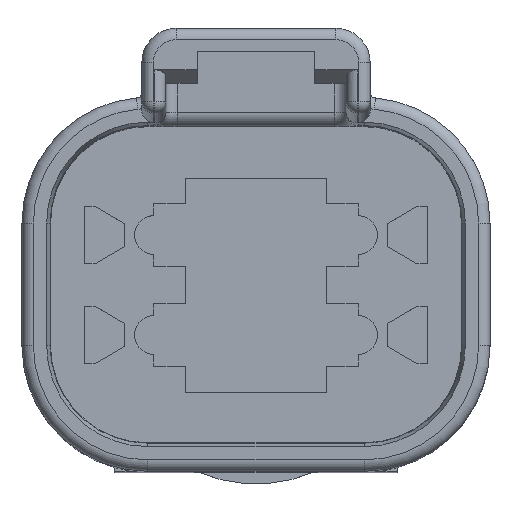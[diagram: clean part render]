
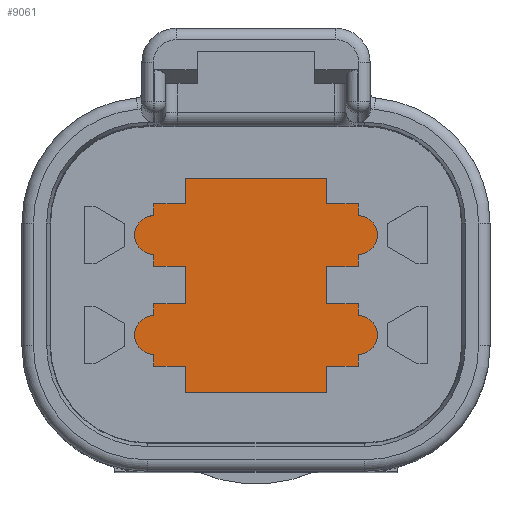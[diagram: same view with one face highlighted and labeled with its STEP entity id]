
A CAD part, top view. The second image highlights one B-rep face of the part: STEP entity #9061.
In plain terms, the highlighted planar face has unit normal (0, 0, 1).
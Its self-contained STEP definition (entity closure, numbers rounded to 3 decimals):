
#1864=DIRECTION('',(0.,-1.,0.));
#1865=VECTOR('',#1864,1.143);
#1866=CARTESIAN_POINT('',(-3.15,4.763,-18.907));
#1867=LINE('',#1866,#1865);
#1868=DIRECTION('',(-1.,0.,0.));
#1869=VECTOR('',#1868,6.299);
#1870=CARTESIAN_POINT('',(3.15,4.763,-18.907));
#1871=LINE('',#1870,#1869);
#1872=DIRECTION('',(0.,1.,0.));
#1873=VECTOR('',#1872,1.143);
#1874=CARTESIAN_POINT('',(3.15,3.62,-18.907));
#1875=LINE('',#1874,#1873);
#1876=DIRECTION('',(-1.,0.,0.));
#1877=VECTOR('',#1876,1.397);
#1878=CARTESIAN_POINT('',(4.547,3.62,-18.907));
#1879=LINE('',#1878,#1877);
#1880=DIRECTION('',(0.,1.,0.));
#1881=VECTOR('',#1880,0.533);
#1882=CARTESIAN_POINT('',(4.547,3.086,-18.907));
#1883=LINE('',#1882,#1881);
#1884=CARTESIAN_POINT('',(4.547,2.223,-18.907));
#1885=DIRECTION('',(0.,0.,1.));
#1886=DIRECTION('',(0.,-1.,0.));
#1887=AXIS2_PLACEMENT_3D('',#1884,#1885,#1886);
#1889=DIRECTION('',(0.,1.,0.));
#1890=VECTOR('',#1889,0.533);
#1891=CARTESIAN_POINT('',(4.547,0.826,-18.907));
#1892=LINE('',#1891,#1890);
#1893=DIRECTION('',(1.,0.,0.));
#1894=VECTOR('',#1893,1.397);
#1895=CARTESIAN_POINT('',(3.15,0.826,-18.907));
#1896=LINE('',#1895,#1894);
#1897=DIRECTION('',(0.,1.,0.));
#1898=VECTOR('',#1897,1.651);
#1899=CARTESIAN_POINT('',(3.15,-0.826,-18.907));
#1900=LINE('',#1899,#1898);
#1901=DIRECTION('',(-1.,0.,0.));
#1902=VECTOR('',#1901,1.397);
#1903=CARTESIAN_POINT('',(4.547,-0.826,-18.907));
#1904=LINE('',#1903,#1902);
#1905=DIRECTION('',(0.,1.,0.));
#1906=VECTOR('',#1905,0.533);
#1907=CARTESIAN_POINT('',(4.547,-1.359,-18.907));
#1908=LINE('',#1907,#1906);
#1909=CARTESIAN_POINT('',(4.547,-2.223,-18.907));
#1910=DIRECTION('',(0.,0.,1.));
#1911=DIRECTION('',(0.,-1.,0.));
#1912=AXIS2_PLACEMENT_3D('',#1909,#1910,#1911);
#1914=DIRECTION('',(0.,1.,0.));
#1915=VECTOR('',#1914,0.533);
#1916=CARTESIAN_POINT('',(4.547,-3.62,-18.907));
#1917=LINE('',#1916,#1915);
#1918=DIRECTION('',(1.,0.,0.));
#1919=VECTOR('',#1918,1.397);
#1920=CARTESIAN_POINT('',(3.15,-3.62,-18.907));
#1921=LINE('',#1920,#1919);
#1922=DIRECTION('',(0.,1.,0.));
#1923=VECTOR('',#1922,1.143);
#1924=CARTESIAN_POINT('',(3.15,-4.763,-18.907));
#1925=LINE('',#1924,#1923);
#1926=DIRECTION('',(1.,0.,0.));
#1927=VECTOR('',#1926,6.299);
#1928=CARTESIAN_POINT('',(-3.15,-4.763,-18.907));
#1929=LINE('',#1928,#1927);
#1930=DIRECTION('',(0.,-1.,0.));
#1931=VECTOR('',#1930,1.145);
#1932=CARTESIAN_POINT('',(-3.15,-3.618,-18.907));
#1933=LINE('',#1932,#1931);
#1934=DIRECTION('',(1.,0.,0.));
#1935=VECTOR('',#1934,1.397);
#1936=CARTESIAN_POINT('',(-4.547,-3.618,-18.907));
#1937=LINE('',#1936,#1935);
#1938=DIRECTION('',(0.,-1.,0.));
#1939=VECTOR('',#1938,0.533);
#1940=CARTESIAN_POINT('',(-4.547,-3.085,-18.907));
#1941=LINE('',#1940,#1939);
#1942=CARTESIAN_POINT('',(-4.547,-2.221,-18.907));
#1943=DIRECTION('',(0.,0.,1.));
#1944=DIRECTION('',(0.,1.,0.));
#1945=AXIS2_PLACEMENT_3D('',#1942,#1943,#1944);
#1947=DIRECTION('',(0.,-1.,0.));
#1948=VECTOR('',#1947,0.533);
#1949=CARTESIAN_POINT('',(-4.547,-0.825,-18.907));
#1950=LINE('',#1949,#1948);
#1951=DIRECTION('',(-1.,0.,0.));
#1952=VECTOR('',#1951,1.397);
#1953=CARTESIAN_POINT('',(-3.15,-0.825,-18.907));
#1954=LINE('',#1953,#1952);
#1955=DIRECTION('',(0.,-1.,0.));
#1956=VECTOR('',#1955,1.651);
#1957=CARTESIAN_POINT('',(-3.15,0.827,-18.907));
#1958=LINE('',#1957,#1956);
#1959=DIRECTION('',(1.,0.,0.));
#1960=VECTOR('',#1959,1.397);
#1961=CARTESIAN_POINT('',(-4.547,0.827,-18.907));
#1962=LINE('',#1961,#1960);
#1963=DIRECTION('',(0.,-1.,0.));
#1964=VECTOR('',#1963,0.533);
#1965=CARTESIAN_POINT('',(-4.547,1.359,-18.907));
#1966=LINE('',#1965,#1964);
#1967=CARTESIAN_POINT('',(-4.547,2.223,-18.907));
#1968=DIRECTION('',(0.,0.,1.));
#1969=DIRECTION('',(0.,1.,0.));
#1970=AXIS2_PLACEMENT_3D('',#1967,#1968,#1969);
#1972=DIRECTION('',(0.,-1.,0.));
#1973=VECTOR('',#1972,0.533);
#1974=CARTESIAN_POINT('',(-4.547,3.62,-18.907));
#1975=LINE('',#1974,#1973);
#1976=DIRECTION('',(-1.,0.,0.));
#1977=VECTOR('',#1976,1.397);
#1978=CARTESIAN_POINT('',(-3.15,3.62,-18.907));
#1979=LINE('',#1978,#1977);
#5393=CARTESIAN_POINT('',(-3.15,4.763,-18.907));
#5394=CARTESIAN_POINT('',(-3.15,3.62,-18.907));
#5395=VERTEX_POINT('',#5393);
#5396=VERTEX_POINT('',#5394);
#5397=CARTESIAN_POINT('',(-4.547,3.62,-18.907));
#5398=VERTEX_POINT('',#5397);
#5399=CARTESIAN_POINT('',(-4.547,3.087,-18.907));
#5400=VERTEX_POINT('',#5399);
#5401=CARTESIAN_POINT('',(-4.547,1.359,-18.907));
#5402=VERTEX_POINT('',#5401);
#5403=CARTESIAN_POINT('',(-4.547,0.827,-18.907));
#5404=VERTEX_POINT('',#5403);
#5405=CARTESIAN_POINT('',(-3.15,0.827,-18.907));
#5406=VERTEX_POINT('',#5405);
#5407=CARTESIAN_POINT('',(-3.15,-0.825,-18.907));
#5408=VERTEX_POINT('',#5407);
#5409=CARTESIAN_POINT('',(-4.547,-0.825,-18.907));
#5410=VERTEX_POINT('',#5409);
#5411=CARTESIAN_POINT('',(-4.547,-1.357,-18.907));
#5412=VERTEX_POINT('',#5411);
#5413=CARTESIAN_POINT('',(-4.547,-3.085,-18.907));
#5414=VERTEX_POINT('',#5413);
#5415=CARTESIAN_POINT('',(-4.547,-3.618,-18.907));
#5416=VERTEX_POINT('',#5415);
#5417=CARTESIAN_POINT('',(-3.15,-3.618,-18.907));
#5418=VERTEX_POINT('',#5417);
#5419=CARTESIAN_POINT('',(-3.15,-4.763,-18.907));
#5420=VERTEX_POINT('',#5419);
#5421=CARTESIAN_POINT('',(3.15,-4.763,-18.907));
#5422=VERTEX_POINT('',#5421);
#5423=CARTESIAN_POINT('',(3.15,-3.62,-18.907));
#5424=VERTEX_POINT('',#5423);
#5425=CARTESIAN_POINT('',(4.547,-3.62,-18.907));
#5426=VERTEX_POINT('',#5425);
#5427=CARTESIAN_POINT('',(4.547,-3.086,-18.907));
#5428=VERTEX_POINT('',#5427);
#5429=CARTESIAN_POINT('',(4.547,-1.359,-18.907));
#5430=VERTEX_POINT('',#5429);
#5431=CARTESIAN_POINT('',(4.547,-0.826,-18.907));
#5432=VERTEX_POINT('',#5431);
#5433=CARTESIAN_POINT('',(3.15,-0.826,-18.907));
#5434=VERTEX_POINT('',#5433);
#5435=CARTESIAN_POINT('',(3.15,0.826,-18.907));
#5436=VERTEX_POINT('',#5435);
#5437=CARTESIAN_POINT('',(4.547,0.826,-18.907));
#5438=VERTEX_POINT('',#5437);
#5439=CARTESIAN_POINT('',(4.547,1.359,-18.907));
#5440=VERTEX_POINT('',#5439);
#5441=CARTESIAN_POINT('',(4.547,3.086,-18.907));
#5442=VERTEX_POINT('',#5441);
#5443=CARTESIAN_POINT('',(4.547,3.62,-18.907));
#5444=VERTEX_POINT('',#5443);
#5445=CARTESIAN_POINT('',(3.15,3.62,-18.907));
#5446=VERTEX_POINT('',#5445);
#5447=CARTESIAN_POINT('',(3.15,4.763,-18.907));
#5448=VERTEX_POINT('',#5447);
#9026=CARTESIAN_POINT('',(0.,0.,-18.907));
#9027=DIRECTION('',(0.,0.,1.));
#9028=DIRECTION('',(1.,0.,0.));
#9029=AXIS2_PLACEMENT_3D('',#9026,#9027,#9028);
#9030=PLANE('',#9029);
#9031=ORIENTED_EDGE('',*,*,#8642,.F.);
#9032=ORIENTED_EDGE('',*,*,#8657,.F.);
#9033=ORIENTED_EDGE('',*,*,#8671,.F.);
#9034=ORIENTED_EDGE('',*,*,#8685,.F.);
#9035=ORIENTED_EDGE('',*,*,#8699,.F.);
#9036=ORIENTED_EDGE('',*,*,#8713,.F.);
#9037=ORIENTED_EDGE('',*,*,#8727,.F.);
#9038=ORIENTED_EDGE('',*,*,#8741,.F.);
#9039=ORIENTED_EDGE('',*,*,#8755,.F.);
#9040=ORIENTED_EDGE('',*,*,#8769,.F.);
#9041=ORIENTED_EDGE('',*,*,#8783,.F.);
#9042=ORIENTED_EDGE('',*,*,#8797,.F.);
#9043=ORIENTED_EDGE('',*,*,#8811,.F.);
#9044=ORIENTED_EDGE('',*,*,#8825,.F.);
#9045=ORIENTED_EDGE('',*,*,#8839,.F.);
#9046=ORIENTED_EDGE('',*,*,#8853,.F.);
#9047=ORIENTED_EDGE('',*,*,#8867,.F.);
#9048=ORIENTED_EDGE('',*,*,#8881,.F.);
#9049=ORIENTED_EDGE('',*,*,#8895,.F.);
#9050=ORIENTED_EDGE('',*,*,#8909,.F.);
#9051=ORIENTED_EDGE('',*,*,#8923,.F.);
#9052=ORIENTED_EDGE('',*,*,#8937,.F.);
#9053=ORIENTED_EDGE('',*,*,#8951,.F.);
#9054=ORIENTED_EDGE('',*,*,#8965,.F.);
#9055=ORIENTED_EDGE('',*,*,#8979,.F.);
#9056=ORIENTED_EDGE('',*,*,#8993,.F.);
#9057=ORIENTED_EDGE('',*,*,#9007,.F.);
#9058=ORIENTED_EDGE('',*,*,#9020,.F.);
#9059=EDGE_LOOP('',(#9031,#9032,#9033,#9034,#9035,#9036,#9037,#9038,#9039,#9040,
#9041,#9042,#9043,#9044,#9045,#9046,#9047,#9048,#9049,#9050,#9051,#9052,#9053,
#9054,#9055,#9056,#9057,#9058));
#9060=FACE_OUTER_BOUND('',#9059,.F.);
#1888=CIRCLE('',#1887,0.864);
#1913=CIRCLE('',#1912,0.864);
#1946=CIRCLE('',#1945,0.864);
#1971=CIRCLE('',#1970,0.864);
#8642=EDGE_CURVE('',#5395,#5396,#1867,.T.);
#8657=EDGE_CURVE('',#5448,#5395,#1871,.T.);
#8671=EDGE_CURVE('',#5446,#5448,#1875,.T.);
#8685=EDGE_CURVE('',#5444,#5446,#1879,.T.);
#8699=EDGE_CURVE('',#5442,#5444,#1883,.T.);
#8713=EDGE_CURVE('',#5440,#5442,#1888,.T.);
#8727=EDGE_CURVE('',#5438,#5440,#1892,.T.);
#8741=EDGE_CURVE('',#5436,#5438,#1896,.T.);
#8755=EDGE_CURVE('',#5434,#5436,#1900,.T.);
#8769=EDGE_CURVE('',#5432,#5434,#1904,.T.);
#8783=EDGE_CURVE('',#5430,#5432,#1908,.T.);
#8797=EDGE_CURVE('',#5428,#5430,#1913,.T.);
#8811=EDGE_CURVE('',#5426,#5428,#1917,.T.);
#8825=EDGE_CURVE('',#5424,#5426,#1921,.T.);
#8839=EDGE_CURVE('',#5422,#5424,#1925,.T.);
#8853=EDGE_CURVE('',#5420,#5422,#1929,.T.);
#8867=EDGE_CURVE('',#5418,#5420,#1933,.T.);
#8881=EDGE_CURVE('',#5416,#5418,#1937,.T.);
#8895=EDGE_CURVE('',#5414,#5416,#1941,.T.);
#8909=EDGE_CURVE('',#5412,#5414,#1946,.T.);
#8923=EDGE_CURVE('',#5410,#5412,#1950,.T.);
#8937=EDGE_CURVE('',#5408,#5410,#1954,.T.);
#8951=EDGE_CURVE('',#5406,#5408,#1958,.T.);
#8965=EDGE_CURVE('',#5404,#5406,#1962,.T.);
#8979=EDGE_CURVE('',#5402,#5404,#1966,.T.);
#8993=EDGE_CURVE('',#5400,#5402,#1971,.T.);
#9007=EDGE_CURVE('',#5398,#5400,#1975,.T.);
#9020=EDGE_CURVE('',#5396,#5398,#1979,.T.);
#9061=ADVANCED_FACE('',(#9060),#9030,.T.);
